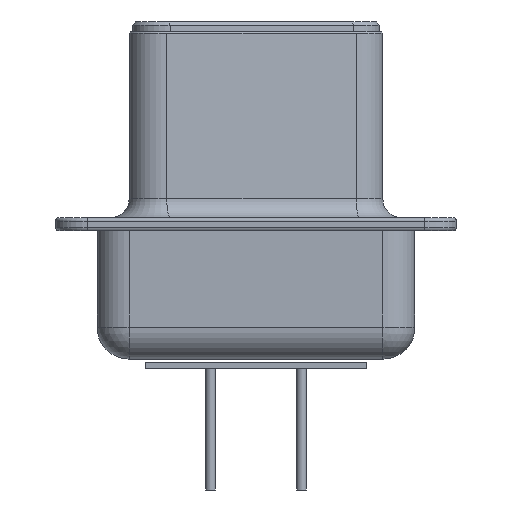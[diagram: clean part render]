
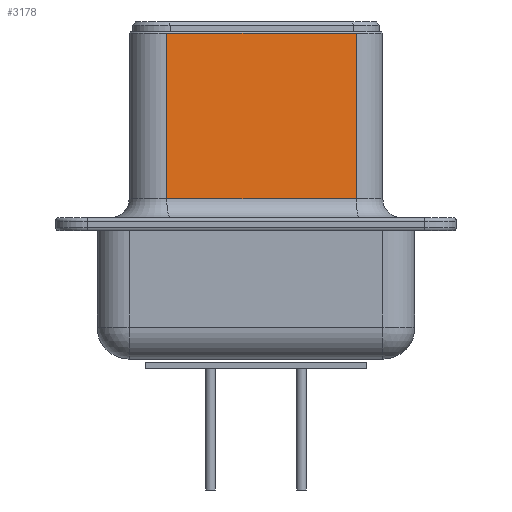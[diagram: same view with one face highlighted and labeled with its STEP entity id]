
A CAD part, left-side view. The second image highlights one B-rep face of the part: STEP entity #3178.
In plain terms, the highlighted planar face has unit normal (-0.985, -0.173, 0).
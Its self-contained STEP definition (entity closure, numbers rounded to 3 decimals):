
#2940 = VERTEX_POINT('',#2941);
#2941 = CARTESIAN_POINT('',(-35.564,1.357,10.45));
#2989 = VERTEX_POINT('',#2990);
#2990 = CARTESIAN_POINT('',(-34.53,-4.543,10.45));
#2996 = EDGE_CURVE('',#2940,#2989,#2997,.T.);
#2997 = LINE('',#2998,#2999);
#2998 = CARTESIAN_POINT('',(-35.564,1.357,10.45));
#2999 = VECTOR('',#3000,1.);
#3000 = DIRECTION('',(0.173,-0.985,0.));
#3135 = VERTEX_POINT('',#3136);
#3136 = CARTESIAN_POINT('',(-35.564,1.357,5.3));
#3143 = EDGE_CURVE('',#3135,#2940,#3144,.T.);
#3144 = LINE('',#3145,#3146);
#3145 = CARTESIAN_POINT('',(-35.564,1.357,4.7));
#3146 = VECTOR('',#3147,1.);
#3147 = DIRECTION('',(0.,0.,1.));
#3178 = ADVANCED_FACE('',(#3179),#3197,.T.);
#3179 = FACE_BOUND('',#3180,.T.);
#3180 = EDGE_LOOP('',(#3181,#3189,#3190,#3191));
#3181 = ORIENTED_EDGE('',*,*,#3182,.T.);
#3182 = EDGE_CURVE('',#3183,#2989,#3185,.T.);
#3183 = VERTEX_POINT('',#3184);
#3184 = CARTESIAN_POINT('',(-34.53,-4.543,5.3));
#3185 = LINE('',#3186,#3187);
#3186 = CARTESIAN_POINT('',(-34.53,-4.543,4.7));
#3187 = VECTOR('',#3188,1.);
#3188 = DIRECTION('',(0.,0.,1.));
#3189 = ORIENTED_EDGE('',*,*,#2996,.F.);
#3190 = ORIENTED_EDGE('',*,*,#3143,.F.);
#3191 = ORIENTED_EDGE('',*,*,#3192,.T.);
#3192 = EDGE_CURVE('',#3135,#3183,#3193,.T.);
#3193 = LINE('',#3194,#3195);
#3194 = CARTESIAN_POINT('',(-35.564,1.357,5.3));
#3195 = VECTOR('',#3196,1.);
#3196 = DIRECTION('',(0.173,-0.985,0.));
#3197 = PLANE('',#3198);
#3198 = AXIS2_PLACEMENT_3D('',#3199,#3200,#3201);
#3199 = CARTESIAN_POINT('',(-34.385,-5.37,4.7));
#3200 = DIRECTION('',(-0.985,-0.173,0.));
#3201 = DIRECTION('',(-0.173,0.985,0.));
